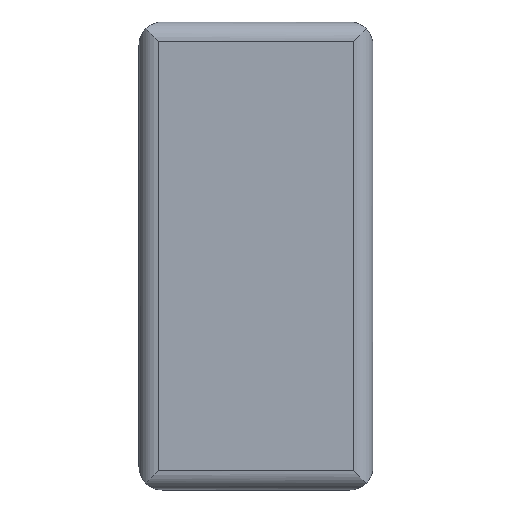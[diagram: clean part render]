
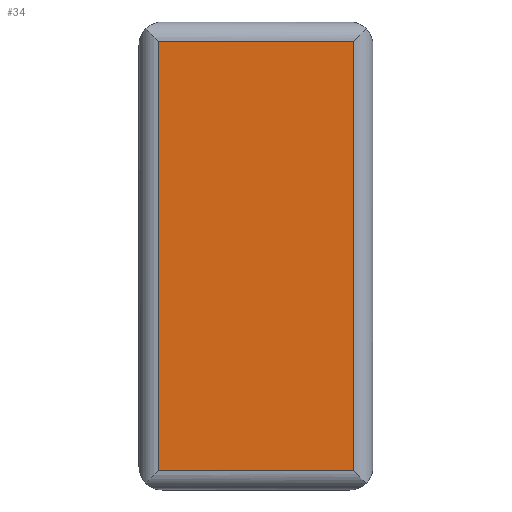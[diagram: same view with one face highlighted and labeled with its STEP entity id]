
A CAD part, front view. The second image highlights one B-rep face of the part: STEP entity #34.
In plain terms, the highlighted planar face has unit normal (0, -1, 0).
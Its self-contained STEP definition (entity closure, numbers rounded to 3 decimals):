
#1 = VECTOR ( 'NONE', #329, 1000. ) ;
#21 = EDGE_CURVE ( 'NONE', #484, #154, #25, .T. ) ;
#25 = LINE ( 'NONE', #204, #387 ) ;
#28 = AXIS2_PLACEMENT_3D ( 'NONE', #251, #157, #118 ) ;
#30 = CARTESIAN_POINT ( 'NONE',  ( -12.5, -3., 30. ) ) ;
#34 = ADVANCED_FACE ( 'NONE', ( #42 ), #405, .F. ) ;
#42 = FACE_OUTER_BOUND ( 'NONE', #196, .T. ) ;
#43 = ORIENTED_EDGE ( 'NONE', *, *, #84, .F. ) ;
#72 = DIRECTION ( 'NONE',  ( 0., 0., -1. ) ) ;
#84 = EDGE_CURVE ( 'NONE', #154, #240, #398, .T. ) ;
#118 = DIRECTION ( 'NONE',  ( 0., 0., 1. ) ) ;
#128 = LINE ( 'NONE', #30, #1 ) ;
#154 = VERTEX_POINT ( 'NONE', #542 ) ;
#155 = EDGE_CURVE ( 'NONE', #250, #484, #386, .T. ) ;
#157 = DIRECTION ( 'NONE',  ( 0., 1., 0. ) ) ;
#168 = CARTESIAN_POINT ( 'NONE',  ( 12.5, -3., 27.5 ) ) ;
#180 = CARTESIAN_POINT ( 'NONE',  ( -12.5, -3., 27.5 ) ) ;
#196 = EDGE_LOOP ( 'NONE', ( #43, #364, #487, #525 ) ) ;
#204 = CARTESIAN_POINT ( 'NONE',  ( 12.5, -3., 30. ) ) ;
#211 = DIRECTION ( 'NONE',  ( -1., 0., 0. ) ) ;
#240 = VERTEX_POINT ( 'NONE', #342 ) ;
#246 = CARTESIAN_POINT ( 'NONE',  ( 15., -3., -27.5 ) ) ;
#250 = VERTEX_POINT ( 'NONE', #180 ) ;
#251 = CARTESIAN_POINT ( 'NONE',  ( 0., -3., 0. ) ) ;
#278 = VECTOR ( 'NONE', #211, 1000. ) ;
#329 = DIRECTION ( 'NONE',  ( 0., 0., 1. ) ) ;
#336 = DIRECTION ( 'NONE',  ( 1., 0., 0. ) ) ;
#342 = CARTESIAN_POINT ( 'NONE',  ( -12.5, -3., -27.5 ) ) ;
#364 = ORIENTED_EDGE ( 'NONE', *, *, #21, .F. ) ;
#386 = LINE ( 'NONE', #465, #524 ) ;
#387 = VECTOR ( 'NONE', #72, 1000. ) ;
#398 = LINE ( 'NONE', #246, #278 ) ;
#405 = PLANE ( 'NONE',  #28 ) ;
#465 = CARTESIAN_POINT ( 'NONE',  ( 15., -3., 27.5 ) ) ;
#484 = VERTEX_POINT ( 'NONE', #168 ) ;
#487 = ORIENTED_EDGE ( 'NONE', *, *, #155, .F. ) ;
#503 = EDGE_CURVE ( 'NONE', #240, #250, #128, .T. ) ;
#524 = VECTOR ( 'NONE', #336, 1000. ) ;
#525 = ORIENTED_EDGE ( 'NONE', *, *, #503, .F. ) ;
#542 = CARTESIAN_POINT ( 'NONE',  ( 12.5, -3., -27.5 ) ) ;
